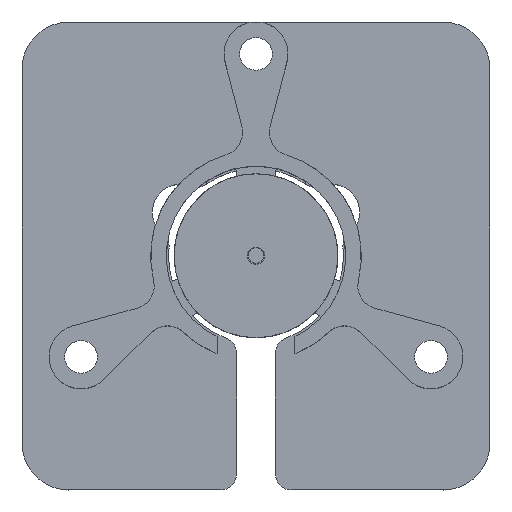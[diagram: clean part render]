
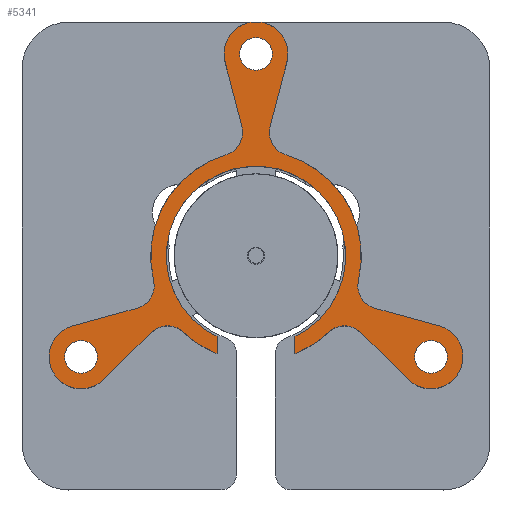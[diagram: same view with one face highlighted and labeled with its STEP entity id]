
A CAD part, top view. The second image highlights one B-rep face of the part: STEP entity #5341.
In plain terms, the highlighted planar face has unit normal (0, 0, 1).
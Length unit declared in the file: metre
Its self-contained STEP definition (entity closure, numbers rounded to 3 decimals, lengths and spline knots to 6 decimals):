
#379=LINE('',#8752,#807);
#381=LINE('',#8756,#809);
#386=LINE('',#8804,#814);
#387=LINE('',#8808,#815);
#388=LINE('',#8813,#816);
#389=LINE('',#8817,#817);
#390=LINE('',#8822,#818);
#391=LINE('',#8826,#819);
#807=VECTOR('',#7084,1.);
#809=VECTOR('',#7088,1.);
#814=VECTOR('',#7113,1.);
#815=VECTOR('',#7116,1.);
#816=VECTOR('',#7121,1.);
#817=VECTOR('',#7124,1.);
#818=VECTOR('',#7129,1.);
#819=VECTOR('',#7132,1.);
#1375=ORIENTED_EDGE('',*,*,#2894,.T.);
#1376=ORIENTED_EDGE('',*,*,#2918,.T.);
#1377=ORIENTED_EDGE('',*,*,#2919,.F.);
#1378=ORIENTED_EDGE('',*,*,#2920,.F.);
#1379=ORIENTED_EDGE('',*,*,#2921,.F.);
#1380=ORIENTED_EDGE('',*,*,#2922,.T.);
#1381=ORIENTED_EDGE('',*,*,#2879,.T.);
#1382=ORIENTED_EDGE('',*,*,#2923,.T.);
#1383=ORIENTED_EDGE('',*,*,#2924,.F.);
#1384=ORIENTED_EDGE('',*,*,#2925,.F.);
#1385=ORIENTED_EDGE('',*,*,#2926,.F.);
#1386=ORIENTED_EDGE('',*,*,#2927,.T.);
#1387=ORIENTED_EDGE('',*,*,#2887,.T.);
#1388=ORIENTED_EDGE('',*,*,#2928,.T.);
#1389=ORIENTED_EDGE('',*,*,#2929,.F.);
#1390=ORIENTED_EDGE('',*,*,#2930,.F.);
#1391=ORIENTED_EDGE('',*,*,#2931,.F.);
#1392=ORIENTED_EDGE('',*,*,#2932,.T.);
#1393=ORIENTED_EDGE('',*,*,#2896,.T.);
#1394=ORIENTED_EDGE('',*,*,#2900,.T.);
#1395=ORIENTED_EDGE('',*,*,#2905,.F.);
#1396=ORIENTED_EDGE('',*,*,#2902,.F.);
#1397=ORIENTED_EDGE('',*,*,#2933,.F.);
#1398=ORIENTED_EDGE('',*,*,#2934,.F.);
#1399=ORIENTED_EDGE('',*,*,#2935,.F.);
#2879=EDGE_CURVE('',#3657,#3656,#4157,.T.);
#2887=EDGE_CURVE('',#3663,#3662,#4159,.T.);
#2894=EDGE_CURVE('',#3668,#3667,#4161,.T.);
#2896=EDGE_CURVE('',#3669,#3670,#4162,.T.);
#2900=EDGE_CURVE('',#3670,#3671,#379,.T.);
#2902=EDGE_CURVE('',#3668,#3672,#381,.T.);
#2905=EDGE_CURVE('',#3672,#3671,#4164,.T.);
#2918=EDGE_CURVE('',#3667,#3685,#4170,.F.);
#2919=EDGE_CURVE('',#3686,#3685,#386,.T.);
#2920=EDGE_CURVE('',#3687,#3686,#4171,.F.);
#2921=EDGE_CURVE('',#3688,#3687,#387,.T.);
#2922=EDGE_CURVE('',#3688,#3657,#4172,.F.);
#2923=EDGE_CURVE('',#3656,#3689,#4173,.F.);
#2924=EDGE_CURVE('',#3690,#3689,#388,.T.);
#2925=EDGE_CURVE('',#3691,#3690,#4174,.F.);
#2926=EDGE_CURVE('',#3692,#3691,#389,.T.);
#2927=EDGE_CURVE('',#3692,#3663,#4175,.F.);
#2928=EDGE_CURVE('',#3662,#3693,#4176,.F.);
#2929=EDGE_CURVE('',#3694,#3693,#390,.T.);
#2930=EDGE_CURVE('',#3695,#3694,#4177,.F.);
#2931=EDGE_CURVE('',#3696,#3695,#391,.T.);
#2932=EDGE_CURVE('',#3696,#3669,#4178,.F.);
#2933=EDGE_CURVE('',#3697,#3697,#4179,.T.);
#2934=EDGE_CURVE('',#3698,#3698,#4180,.T.);
#2935=EDGE_CURVE('',#3699,#3699,#4181,.T.);
#3656=VERTEX_POINT('',#8691);
#3657=VERTEX_POINT('',#8693);
#3662=VERTEX_POINT('',#8714);
#3663=VERTEX_POINT('',#8716);
#3667=VERTEX_POINT('',#8735);
#3668=VERTEX_POINT('',#8737);
#3669=VERTEX_POINT('',#8745);
#3670=VERTEX_POINT('',#8746);
#3671=VERTEX_POINT('',#8751);
#3672=VERTEX_POINT('',#8755);
#3685=VERTEX_POINT('',#8803);
#3686=VERTEX_POINT('',#8805);
#3687=VERTEX_POINT('',#8807);
#3688=VERTEX_POINT('',#8809);
#3689=VERTEX_POINT('',#8812);
#3690=VERTEX_POINT('',#8814);
#3691=VERTEX_POINT('',#8816);
#3692=VERTEX_POINT('',#8818);
#3693=VERTEX_POINT('',#8821);
#3694=VERTEX_POINT('',#8823);
#3695=VERTEX_POINT('',#8825);
#3696=VERTEX_POINT('',#8827);
#3697=VERTEX_POINT('',#8830);
#3698=VERTEX_POINT('',#8832);
#3699=VERTEX_POINT('',#8834);
#4157=CIRCLE('',#6317,0.00675);
#4159=CIRCLE('',#6320,0.00675);
#4161=CIRCLE('',#6323,0.00675);
#4162=CIRCLE('',#6329,0.00675);
#4164=CIRCLE('',#6334,0.00575);
#4170=CIRCLE('',#6341,0.0015);
#4171=CIRCLE('',#6342,0.00205);
#4172=CIRCLE('',#6343,0.0015);
#4173=CIRCLE('',#6344,0.0015);
#4174=CIRCLE('',#6345,0.00205);
#4175=CIRCLE('',#6346,0.0015);
#4176=CIRCLE('',#6347,0.0015);
#4177=CIRCLE('',#6348,0.00205);
#4178=CIRCLE('',#6349,0.0015);
#4179=CIRCLE('',#6350,0.00105);
#4180=CIRCLE('',#6351,0.00105);
#4181=CIRCLE('',#6352,0.00105);
#4401=EDGE_LOOP('',(#1375,#1376,#1377,#1378,#1379,#1380,#1381,#1382,#1383,
#1384,#1385,#1386,#1387,#1388,#1389,#1390,#1391,#1392,#1393,#1394,#1395,
#1396));
#4402=EDGE_LOOP('',(#1397));
#4403=EDGE_LOOP('',(#1398));
#4404=EDGE_LOOP('',(#1399));
#4789=FACE_BOUND('',#4401,.T.);
#4790=FACE_BOUND('',#4402,.T.);
#4791=FACE_BOUND('',#4403,.T.);
#4792=FACE_BOUND('',#4404,.T.);
#5148=PLANE('',#6340);
#5341=ADVANCED_FACE('',(#4789,#4790,#4791,#4792),#5148,.T.);
#6317=AXIS2_PLACEMENT_3D('',#8692,#7045,#7046);
#6320=AXIS2_PLACEMENT_3D('',#8715,#7055,#7056);
#6323=AXIS2_PLACEMENT_3D('',#8736,#7064,#7065);
#6329=AXIS2_PLACEMENT_3D('',#8744,#7077,#7078);
#6334=AXIS2_PLACEMENT_3D('',#8762,#7094,#7095);
#6340=AXIS2_PLACEMENT_3D('',#8801,#7109,#7110);
#6341=AXIS2_PLACEMENT_3D('',#8802,#7111,#7112);
#6342=AXIS2_PLACEMENT_3D('',#8806,#7114,#7115);
#6343=AXIS2_PLACEMENT_3D('',#8810,#7117,#7118);
#6344=AXIS2_PLACEMENT_3D('',#8811,#7119,#7120);
#6345=AXIS2_PLACEMENT_3D('',#8815,#7122,#7123);
#6346=AXIS2_PLACEMENT_3D('',#8819,#7125,#7126);
#6347=AXIS2_PLACEMENT_3D('',#8820,#7127,#7128);
#6348=AXIS2_PLACEMENT_3D('',#8824,#7130,#7131);
#6349=AXIS2_PLACEMENT_3D('',#8828,#7133,#7134);
#6350=AXIS2_PLACEMENT_3D('',#8829,#7135,#7136);
#6351=AXIS2_PLACEMENT_3D('',#8831,#7137,#7138);
#6352=AXIS2_PLACEMENT_3D('',#8833,#7139,#7140);
#7045=DIRECTION('',(0.,0.,1.));
#7046=DIRECTION('',(1.,0.,0.));
#7055=DIRECTION('',(0.,0.,1.));
#7056=DIRECTION('',(1.,0.,0.));
#7064=DIRECTION('',(0.,0.,1.));
#7065=DIRECTION('',(1.,0.,0.));
#7077=DIRECTION('',(0.,0.,1.));
#7078=DIRECTION('',(1.,0.,0.));
#7084=DIRECTION('',(0.,1.,0.));
#7088=DIRECTION('',(0.,1.,0.));
#7094=DIRECTION('',(0.,0.,1.));
#7095=DIRECTION('',(1.,0.,0.));
#7109=DIRECTION('',(0.,0.,1.));
#7110=DIRECTION('',(1.,0.,0.));
#7111=DIRECTION('',(0.,0.,1.));
#7112=DIRECTION('',(1.,0.,0.));
#7113=DIRECTION('',(-0.712,0.702,0.));
#7114=DIRECTION('',(0.,0.,1.));
#7115=DIRECTION('',(1.,0.,0.));
#7116=DIRECTION('',(0.964,-0.266,0.));
#7117=DIRECTION('',(0.,0.,1.));
#7118=DIRECTION('',(1.,0.,0.));
#7119=DIRECTION('',(0.,0.,1.));
#7120=DIRECTION('',(1.,0.,0.));
#7121=DIRECTION('',(-0.252,-0.968,0.));
#7122=DIRECTION('',(0.,0.,1.));
#7123=DIRECTION('',(1.,0.,0.));
#7124=DIRECTION('',(-0.252,0.968,0.));
#7125=DIRECTION('',(0.,0.,1.));
#7126=DIRECTION('',(1.,0.,0.));
#7127=DIRECTION('',(0.,0.,1.));
#7128=DIRECTION('',(1.,0.,0.));
#7129=DIRECTION('',(0.964,0.266,0.));
#7130=DIRECTION('',(0.,0.,1.));
#7131=DIRECTION('',(1.,0.,0.));
#7132=DIRECTION('',(-0.712,-0.702,0.));
#7133=DIRECTION('',(0.,0.,1.));
#7134=DIRECTION('',(1.,0.,0.));
#7135=DIRECTION('',(0.,0.,1.));
#7136=DIRECTION('',(1.,0.,0.));
#7137=DIRECTION('',(0.,0.,1.));
#7138=DIRECTION('',(1.,0.,0.));
#7139=DIRECTION('',(0.,0.,1.));
#7140=DIRECTION('',(1.,0.,0.));
#8691=CARTESIAN_POINT('',(0.001927,0.006469,0.0092));
#8692=CARTESIAN_POINT('',(0.,0.,0.0092));
#8693=CARTESIAN_POINT('',(0.006566,-0.001565,0.0092));
#8714=CARTESIAN_POINT('',(-0.006566,-0.001565,0.0092));
#8715=CARTESIAN_POINT('',(0.,0.,0.0092));
#8716=CARTESIAN_POINT('',(-0.001927,0.006469,0.0092));
#8735=CARTESIAN_POINT('',(0.004639,-0.004904,0.0092));
#8736=CARTESIAN_POINT('',(0.,0.,0.0092));
#8737=CARTESIAN_POINT('',(0.0025,-0.00627,0.0092));
#8744=CARTESIAN_POINT('',(0.,0.,0.0092));
#8745=CARTESIAN_POINT('',(-0.004639,-0.004904,0.0092));
#8746=CARTESIAN_POINT('',(-0.0025,-0.00627,0.0092));
#8751=CARTESIAN_POINT('',(-0.0025,-0.005178,0.0092));
#8752=CARTESIAN_POINT('',(-0.0025,-0.005724,0.0092));
#8755=CARTESIAN_POINT('',(0.0025,-0.005178,0.0092));
#8756=CARTESIAN_POINT('',(0.0025,-0.005724,0.0092));
#8762=CARTESIAN_POINT('',(0.,0.,0.0092));
#8801=CARTESIAN_POINT('',(0.,0.,0.0092));
#8802=CARTESIAN_POINT('',(0.005669,-0.005993,0.0092));
#8803=CARTESIAN_POINT('',(0.006722,-0.004925,0.0092));
#8804=CARTESIAN_POINT('',(0.007678,-0.005867,0.0092));
#8805=CARTESIAN_POINT('',(0.009776,-0.007935,0.0092));
#8806=CARTESIAN_POINT('',(0.011215,-0.006475,0.0092));
#8807=CARTESIAN_POINT('',(0.01176,-0.004499,0.0092));
#8808=CARTESIAN_POINT('',(0.00892,-0.003716,0.0092));
#8809=CARTESIAN_POINT('',(0.007626,-0.003359,0.0092));
#8810=CARTESIAN_POINT('',(0.008025,-0.001913,0.0092));
#8811=CARTESIAN_POINT('',(0.002356,0.007907,0.0092));
#8812=CARTESIAN_POINT('',(0.000904,0.008284,0.0092));
#8813=CARTESIAN_POINT('',(0.001242,0.009583,0.0092));
#8814=CARTESIAN_POINT('',(0.001984,0.012434,0.0092));
#8815=CARTESIAN_POINT('',(0.,0.01295,0.0092));
#8816=CARTESIAN_POINT('',(-0.001984,0.012434,0.0092));
#8817=CARTESIAN_POINT('',(-0.001242,0.009583,0.0092));
#8818=CARTESIAN_POINT('',(-0.000904,0.008284,0.0092));
#8819=CARTESIAN_POINT('',(-0.002356,0.007907,0.0092));
#8820=CARTESIAN_POINT('',(-0.008025,-0.001913,0.0092));
#8821=CARTESIAN_POINT('',(-0.007626,-0.003359,0.0092));
#8822=CARTESIAN_POINT('',(-0.00892,-0.003716,0.0092));
#8823=CARTESIAN_POINT('',(-0.01176,-0.004499,0.0092));
#8824=CARTESIAN_POINT('',(-0.011215,-0.006475,0.0092));
#8825=CARTESIAN_POINT('',(-0.009776,-0.007935,0.0092));
#8826=CARTESIAN_POINT('',(-0.007678,-0.005867,0.0092));
#8827=CARTESIAN_POINT('',(-0.006722,-0.004925,0.0092));
#8828=CARTESIAN_POINT('',(-0.005669,-0.005993,0.0092));
#8829=CARTESIAN_POINT('',(0.,0.01295,0.0092));
#8830=CARTESIAN_POINT('',(0.00105,0.01295,0.0092));
#8831=CARTESIAN_POINT('',(-0.011215,-0.006475,0.0092));
#8832=CARTESIAN_POINT('',(-0.010165,-0.006475,0.0092));
#8833=CARTESIAN_POINT('',(0.011215,-0.006475,0.0092));
#8834=CARTESIAN_POINT('',(0.012265,-0.006475,0.0092));
